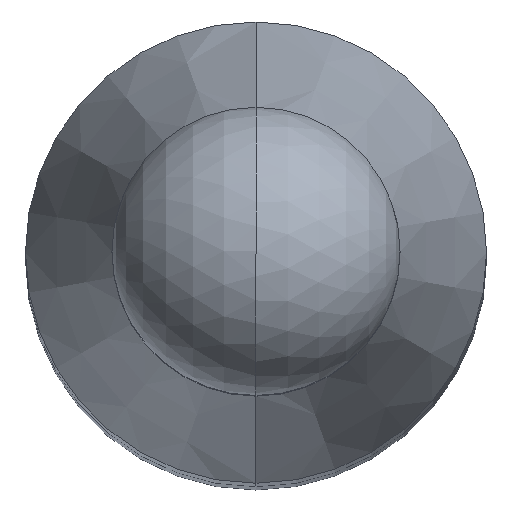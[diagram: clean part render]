
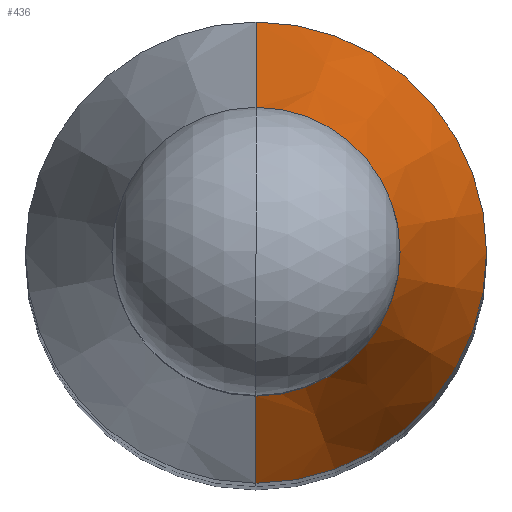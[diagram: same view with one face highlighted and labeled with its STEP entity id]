
A CAD part, top view. The second image highlights one B-rep face of the part: STEP entity #436.
In plain terms, the highlighted conical face has half-angle 15 degrees and reference radius 0.992 mm.
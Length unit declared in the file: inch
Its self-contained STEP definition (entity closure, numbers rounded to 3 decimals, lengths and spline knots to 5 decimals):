
#107 = LINE ( 'NONE', #693, #421 ) ;
#112 = FACE_OUTER_BOUND ( 'NONE', #1043, .T. ) ;
#163 = DIRECTION ( 'NONE',  ( 0., -1., 0. ) ) ;
#172 = CIRCLE ( 'NONE', #261, 0.03905 ) ;
#183 = DIRECTION ( 'NONE',  ( 0., 0., 1. ) ) ;
#244 = VERTEX_POINT ( 'NONE', #985 ) ;
#257 = LINE ( 'NONE', #601, #546 ) ;
#258 = ORIENTED_EDGE ( 'NONE', *, *, #822, .F. ) ;
#261 = AXIS2_PLACEMENT_3D ( 'NONE', #664, #319, #163 ) ;
#263 = DIRECTION ( 'NONE',  ( 0., -0.259, -0.966 ) ) ;
#319 = DIRECTION ( 'NONE',  ( 0., 0., 1. ) ) ;
#323 = ORIENTED_EDGE ( 'NONE', *, *, #1084, .F. ) ;
#344 = CARTESIAN_POINT ( 'NONE',  ( 0., 0.0625, -0.22252 ) ) ;
#348 = AXIS2_PLACEMENT_3D ( 'NONE', #975, #454, #811 ) ;
#420 = CONICAL_SURFACE ( 'NONE', #348, 0.03905, 0.262 ) ;
#421 = VECTOR ( 'NONE', #263, 39.37008 ) ;
#436 = ADVANCED_FACE ( 'NONE', ( #112 ), #420, .T. ) ;
#454 = DIRECTION ( 'NONE',  ( 0., 0., -1. ) ) ;
#514 = DIRECTION ( 'NONE',  ( 0., 0.259, -0.966 ) ) ;
#517 = DIRECTION ( 'NONE',  ( 0., -1., 0. ) ) ;
#541 = VERTEX_POINT ( 'NONE', #566 ) ;
#546 = VECTOR ( 'NONE', #514, 39.37008 ) ;
#547 = CARTESIAN_POINT ( 'NONE',  ( 0., 0.03905, -0.135 ) ) ;
#566 = CARTESIAN_POINT ( 'NONE',  ( 0., -0.0625, -0.22252 ) ) ;
#601 = CARTESIAN_POINT ( 'NONE',  ( 0., 0.03905, -0.135 ) ) ;
#619 = CIRCLE ( 'NONE', #1048, 0.0625 ) ;
#642 = VERTEX_POINT ( 'NONE', #344 ) ;
#657 = ORIENTED_EDGE ( 'NONE', *, *, #690, .T. ) ;
#664 = CARTESIAN_POINT ( 'NONE',  ( 0., 0., -0.135 ) ) ;
#690 = EDGE_CURVE ( 'NONE', #244, #541, #107, .T. ) ;
#693 = CARTESIAN_POINT ( 'NONE',  ( 0., -0.03905, -0.135 ) ) ;
#731 = EDGE_CURVE ( 'NONE', #541, #642, #619, .T. ) ;
#811 = DIRECTION ( 'NONE',  ( 0., -1., 0. ) ) ;
#822 = EDGE_CURVE ( 'NONE', #895, #642, #257, .T. ) ;
#884 = ORIENTED_EDGE ( 'NONE', *, *, #731, .T. ) ;
#895 = VERTEX_POINT ( 'NONE', #547 ) ;
#956 = CARTESIAN_POINT ( 'NONE',  ( 0., 0., -0.22252 ) ) ;
#975 = CARTESIAN_POINT ( 'NONE',  ( 0., 0., -0.135 ) ) ;
#985 = CARTESIAN_POINT ( 'NONE',  ( 0., -0.03905, -0.135 ) ) ;
#1043 = EDGE_LOOP ( 'NONE', ( #258, #323, #657, #884 ) ) ;
#1048 = AXIS2_PLACEMENT_3D ( 'NONE', #956, #183, #517 ) ;
#1084 = EDGE_CURVE ( 'NONE', #244, #895, #172, .T. ) ;
